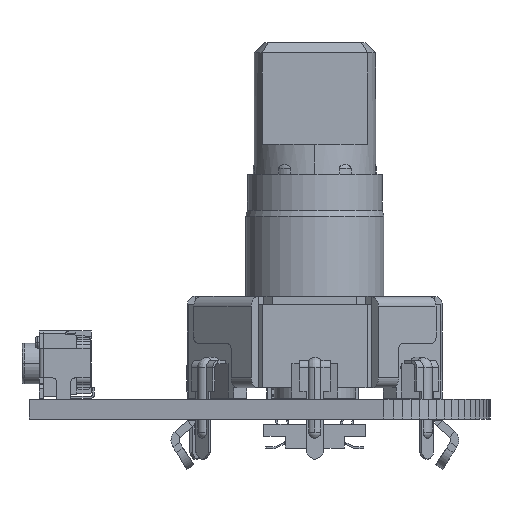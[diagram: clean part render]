
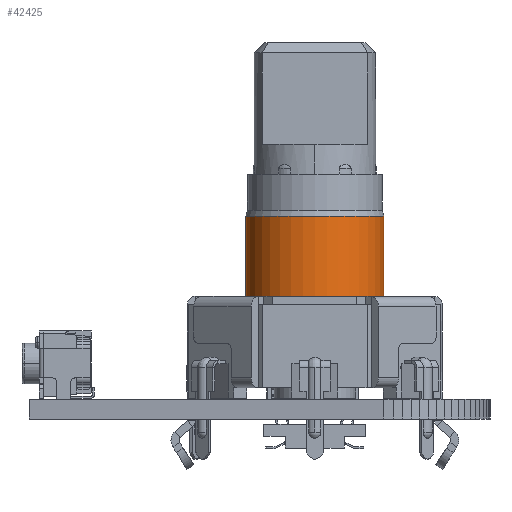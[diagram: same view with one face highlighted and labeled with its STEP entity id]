
A CAD part, left-side view. The second image highlights one B-rep face of the part: STEP entity #42425.
In plain terms, the highlighted cylindrical face has radius 3.4 mm (diameter 6.8 mm), a partial arc.
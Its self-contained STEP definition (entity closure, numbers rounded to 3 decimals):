
#18324 = PLANE('',#18325);
#18325 = AXIS2_PLACEMENT_3D('',#18326,#18327,#18328);
#18326 = CARTESIAN_POINT('',(1.5,1.515,5.));
#18327 = DIRECTION('',(0.,0.,-1.));
#18328 = DIRECTION('',(1.,0.,0.));
#19328 = VERTEX_POINT('',#19329);
#19329 = CARTESIAN_POINT('',(-3.4,0.,5.));
#19330 = VERTEX_POINT('',#19331);
#19331 = CARTESIAN_POINT('',(3.4,0.,5.));
#19346 = CYLINDRICAL_SURFACE('',#19347,3.4);
#19347 = AXIS2_PLACEMENT_3D('',#19348,#19349,#19350);
#19348 = CARTESIAN_POINT('',(0.,0.,
    -5.04));
#19349 = DIRECTION('',(0.,0.,-1.));
#19350 = DIRECTION('',(1.,0.,0.));
#19358 = EDGE_CURVE('',#19330,#19328,#19359,.T.);
#19359 = SURFACE_CURVE('',#19360,(#19365,#19372),.PCURVE_S1.);
#19360 = CIRCLE('',#19361,3.4);
#19361 = AXIS2_PLACEMENT_3D('',#19362,#19363,#19364);
#19362 = CARTESIAN_POINT('',(0.,0.,5.)
  );
#19363 = DIRECTION('',(0.,0.,-1.));
#19364 = DIRECTION('',(1.,0.,0.));
#19365 = PCURVE('',#18324,#19366);
#19366 = DEFINITIONAL_REPRESENTATION('',(#19367),#19371);
#19367 = CIRCLE('',#19368,3.4);
#19368 = AXIS2_PLACEMENT_2D('',#19369,#19370);
#19369 = CARTESIAN_POINT('',(-1.5,1.515));
#19370 = DIRECTION('',(1.,0.));
#19371 = ( GEOMETRIC_REPRESENTATION_CONTEXT(2) 
PARAMETRIC_REPRESENTATION_CONTEXT() REPRESENTATION_CONTEXT('2D SPACE',''
  ) );
#19372 = PCURVE('',#19373,#19378);
#19373 = CYLINDRICAL_SURFACE('',#19374,3.4);
#19374 = AXIS2_PLACEMENT_3D('',#19375,#19376,#19377);
#19375 = CARTESIAN_POINT('',(0.,0.,
    -5.04));
#19376 = DIRECTION('',(0.,0.,-1.));
#19377 = DIRECTION('',(1.,0.,0.));
#19378 = DEFINITIONAL_REPRESENTATION('',(#19379),#19383);
#19379 = LINE('',#19380,#19381);
#19380 = CARTESIAN_POINT('',(0.,-10.04));
#19381 = VECTOR('',#19382,1.);
#19382 = DIRECTION('',(1.,0.));
#19383 = ( GEOMETRIC_REPRESENTATION_CONTEXT(2) 
PARAMETRIC_REPRESENTATION_CONTEXT() REPRESENTATION_CONTEXT('2D SPACE',''
  ) );
#19388 = EDGE_CURVE('',#19330,#19389,#19391,.T.);
#19389 = VERTEX_POINT('',#19390);
#19390 = CARTESIAN_POINT('',(3.4,0.,8.939));
#19391 = SURFACE_CURVE('',#19392,(#19396,#19403),.PCURVE_S1.);
#19392 = LINE('',#19393,#19394);
#19393 = CARTESIAN_POINT('',(3.4,0.,6.97));
#19394 = VECTOR('',#19395,1.);
#19395 = DIRECTION('',(0.,0.,1.));
#19396 = PCURVE('',#19346,#19397);
#19397 = DEFINITIONAL_REPRESENTATION('',(#19398),#19402);
#19398 = LINE('',#19399,#19400);
#19399 = CARTESIAN_POINT('',(6.283,-12.01));
#19400 = VECTOR('',#19401,1.);
#19401 = DIRECTION('',(0.,-1.));
#19402 = ( GEOMETRIC_REPRESENTATION_CONTEXT(2) 
PARAMETRIC_REPRESENTATION_CONTEXT() REPRESENTATION_CONTEXT('2D SPACE',''
  ) );
#19403 = PCURVE('',#19373,#19404);
#19404 = DEFINITIONAL_REPRESENTATION('',(#19405),#19409);
#19405 = LINE('',#19406,#19407);
#19406 = CARTESIAN_POINT('',(0.,-12.01));
#19407 = VECTOR('',#19408,1.);
#19408 = DIRECTION('',(0.,-1.));
#19409 = ( GEOMETRIC_REPRESENTATION_CONTEXT(2) 
PARAMETRIC_REPRESENTATION_CONTEXT() REPRESENTATION_CONTEXT('2D SPACE',''
  ) );
#19412 = EDGE_CURVE('',#19413,#19328,#19415,.T.);
#19413 = VERTEX_POINT('',#19414);
#19414 = CARTESIAN_POINT('',(-3.4,0.,8.939));
#19415 = SURFACE_CURVE('',#19416,(#19420,#19427),.PCURVE_S1.);
#19416 = LINE('',#19417,#19418);
#19417 = CARTESIAN_POINT('',(-3.4,0.,6.97));
#19418 = VECTOR('',#19419,1.);
#19419 = DIRECTION('',(0.,0.,-1.));
#19420 = PCURVE('',#19346,#19421);
#19421 = DEFINITIONAL_REPRESENTATION('',(#19422),#19426);
#19422 = LINE('',#19423,#19424);
#19423 = CARTESIAN_POINT('',(3.142,-12.01));
#19424 = VECTOR('',#19425,1.);
#19425 = DIRECTION('',(0.,1.));
#19426 = ( GEOMETRIC_REPRESENTATION_CONTEXT(2) 
PARAMETRIC_REPRESENTATION_CONTEXT() REPRESENTATION_CONTEXT('2D SPACE',''
  ) );
#19427 = PCURVE('',#19373,#19428);
#19428 = DEFINITIONAL_REPRESENTATION('',(#19429),#19433);
#19429 = LINE('',#19430,#19431);
#19430 = CARTESIAN_POINT('',(3.142,-12.01));
#19431 = VECTOR('',#19432,1.);
#19432 = DIRECTION('',(0.,1.));
#19433 = ( GEOMETRIC_REPRESENTATION_CONTEXT(2) 
PARAMETRIC_REPRESENTATION_CONTEXT() REPRESENTATION_CONTEXT('2D SPACE',''
  ) );
#19481 = CONICAL_SURFACE('',#19482,3.313,0.284);
#19482 = AXIS2_PLACEMENT_3D('',#19483,#19484,#19485);
#19483 = CARTESIAN_POINT('',(0.,0.,
    9.239));
#19484 = DIRECTION('',(0.,0.,-1.));
#19485 = DIRECTION('',(1.,0.,0.));
#42404 = EDGE_CURVE('',#19389,#19413,#42405,.T.);
#42405 = SURFACE_CURVE('',#42406,(#42411,#42418),.PCURVE_S1.);
#42406 = CIRCLE('',#42407,3.4);
#42407 = AXIS2_PLACEMENT_3D('',#42408,#42409,#42410);
#42408 = CARTESIAN_POINT('',(0.,0.,
    8.939));
#42409 = DIRECTION('',(0.,0.,-1.));
#42410 = DIRECTION('',(1.,0.,0.));
#42411 = PCURVE('',#19481,#42412);
#42412 = DEFINITIONAL_REPRESENTATION('',(#42413),#42417);
#42413 = LINE('',#42414,#42415);
#42414 = CARTESIAN_POINT('',(0.,0.3));
#42415 = VECTOR('',#42416,1.);
#42416 = DIRECTION('',(1.,0.));
#42417 = ( GEOMETRIC_REPRESENTATION_CONTEXT(2) 
PARAMETRIC_REPRESENTATION_CONTEXT() REPRESENTATION_CONTEXT('2D SPACE',''
  ) );
#42418 = PCURVE('',#19373,#42419);
#42419 = DEFINITIONAL_REPRESENTATION('',(#42420),#42424);
#42420 = LINE('',#42421,#42422);
#42421 = CARTESIAN_POINT('',(0.,-13.979));
#42422 = VECTOR('',#42423,1.);
#42423 = DIRECTION('',(1.,0.));
#42424 = ( GEOMETRIC_REPRESENTATION_CONTEXT(2) 
PARAMETRIC_REPRESENTATION_CONTEXT() REPRESENTATION_CONTEXT('2D SPACE',''
  ) );
#42425 = ADVANCED_FACE('',(#42426),#19373,.T.);
#42426 = FACE_BOUND('',#42427,.T.);
#42427 = EDGE_LOOP('',(#42428,#42429,#42430,#42431));
#42428 = ORIENTED_EDGE('',*,*,#19388,.T.);
#42429 = ORIENTED_EDGE('',*,*,#42404,.T.);
#42430 = ORIENTED_EDGE('',*,*,#19412,.T.);
#42431 = ORIENTED_EDGE('',*,*,#19358,.F.);
